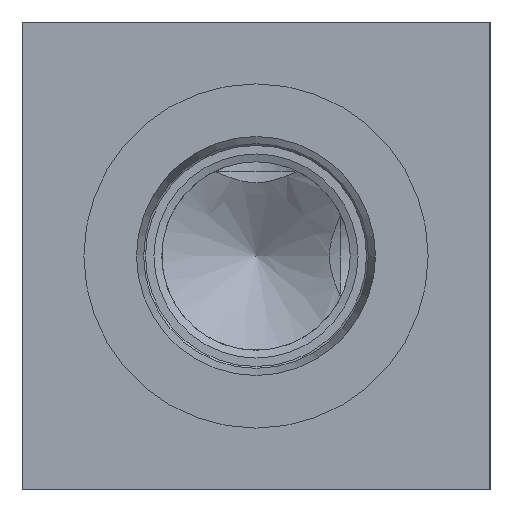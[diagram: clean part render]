
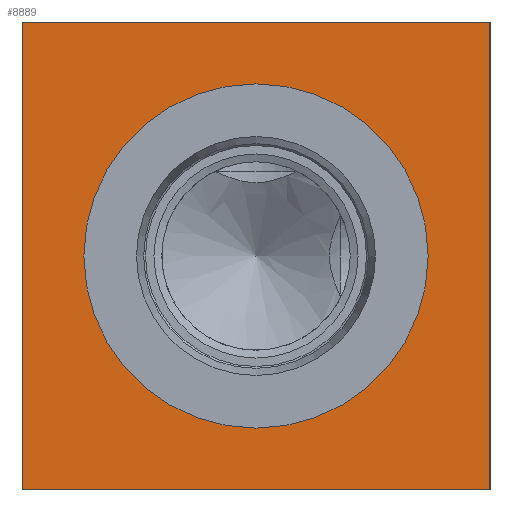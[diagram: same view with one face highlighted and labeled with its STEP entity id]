
A CAD part, left-side view. The second image highlights one B-rep face of the part: STEP entity #8889.
In plain terms, the highlighted planar face has unit normal (-1, 0, 0).
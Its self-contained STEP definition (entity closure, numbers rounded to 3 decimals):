
#347=CIRCLE('',#9459,21.019);
#348=CIRCLE('',#9460,21.019);
#418=FACE_BOUND('',#1629,.T.);
#655=PLANE('',#9473);
#1111=FACE_OUTER_BOUND('',#1628,.T.);
#1628=EDGE_LOOP('',(#7956,#7957,#7958,#7959));
#1629=EDGE_LOOP('',(#7960,#7961));
#1903=LINE('',#13840,#2648);
#2387=LINE('',#15622,#3132);
#2388=LINE('',#15623,#3133);
#2389=LINE('',#15624,#3134);
#2648=VECTOR('',#9846,10.);
#3132=VECTOR('',#11348,10.);
#3133=VECTOR('',#11349,10.);
#3134=VECTOR('',#11350,10.);
#3728=VERTEX_POINT('',#13833);
#3731=VERTEX_POINT('',#13838);
#4241=VERTEX_POINT('',#15591);
#4242=VERTEX_POINT('',#15592);
#4251=VERTEX_POINT('',#15620);
#4252=VERTEX_POINT('',#15621);
#4738=EDGE_CURVE('',#3731,#3728,#1903,.T.);
#5483=EDGE_CURVE('',#4241,#4242,#347,.T.);
#5484=EDGE_CURVE('',#4242,#4241,#348,.T.);
#5497=EDGE_CURVE('',#4251,#4252,#2387,.T.);
#5498=EDGE_CURVE('',#4252,#3728,#2388,.T.);
#5499=EDGE_CURVE('',#4251,#3731,#2389,.T.);
#7956=ORIENTED_EDGE('',*,*,#5497,.T.);
#7957=ORIENTED_EDGE('',*,*,#5498,.T.);
#7958=ORIENTED_EDGE('',*,*,#4738,.F.);
#7959=ORIENTED_EDGE('',*,*,#5499,.F.);
#7960=ORIENTED_EDGE('',*,*,#5483,.T.);
#7961=ORIENTED_EDGE('',*,*,#5484,.T.);
#8889=ADVANCED_FACE('',(#1111,#418),#655,.T.);
#9459=AXIS2_PLACEMENT_3D('',#15593,#11314,#11315);
#9460=AXIS2_PLACEMENT_3D('',#15594,#11316,#11317);
#9473=AXIS2_PLACEMENT_3D('',#15619,#11346,#11347);
#9846=DIRECTION('',(0.,-1.,0.));
#11314=DIRECTION('center_axis',(1.,0.,0.));
#11315=DIRECTION('ref_axis',(0.,0.,1.));
#11316=DIRECTION('center_axis',(1.,0.,0.));
#11317=DIRECTION('ref_axis',(0.,0.,1.));
#11346=DIRECTION('center_axis',(-1.,0.,0.));
#11347=DIRECTION('ref_axis',(0.,-1.,0.));
#11348=DIRECTION('',(0.,-1.,0.));
#11349=DIRECTION('',(0.,0.,1.));
#11350=DIRECTION('',(0.,0.,1.));
#13833=CARTESIAN_POINT('',(0.,0.,57.15));
#13838=CARTESIAN_POINT('',(0.,57.15,57.15));
#13840=CARTESIAN_POINT('',(0.,57.15,57.15));
#15591=CARTESIAN_POINT('',(0.,28.575,49.594));
#15592=CARTESIAN_POINT('',(0.,28.575,7.556));
#15593=CARTESIAN_POINT('Origin',(0.,28.575,28.575));
#15594=CARTESIAN_POINT('Origin',(0.,28.575,28.575));
#15619=CARTESIAN_POINT('Origin',(0.,57.15,0.));
#15620=CARTESIAN_POINT('',(0.,57.15,0.));
#15621=CARTESIAN_POINT('',(0.,0.,0.));
#15622=CARTESIAN_POINT('',(0.,57.15,0.));
#15623=CARTESIAN_POINT('',(0.,0.,0.));
#15624=CARTESIAN_POINT('',(0.,57.15,0.));
